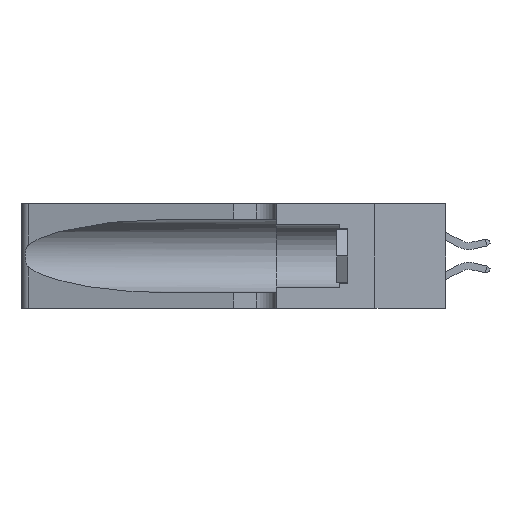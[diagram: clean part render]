
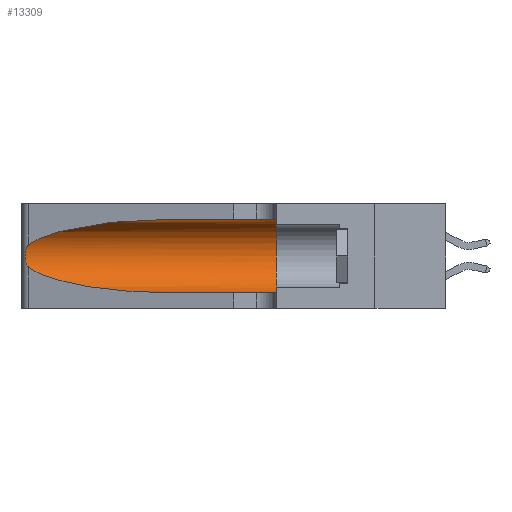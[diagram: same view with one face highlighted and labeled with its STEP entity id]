
A CAD part, left-side view. The second image highlights one B-rep face of the part: STEP entity #13309.
In plain terms, the highlighted cylindrical face has radius 3.308 mm (diameter 6.617 mm), a partial arc.
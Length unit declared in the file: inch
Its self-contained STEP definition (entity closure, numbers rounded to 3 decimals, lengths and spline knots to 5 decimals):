
#143 = DIRECTION ( 'NONE',  ( 0., -1., 0. ) ) ;
#678 = CARTESIAN_POINT ( 'NONE',  ( 0.1305, 1.61858, 0.185 ) ) ;
#740 = CARTESIAN_POINT ( 'NONE',  ( 0.25856, 1.23593, 0.16098 ) ) ;
#958 = VERTEX_POINT ( 'NONE', #12728 ) ;
#1137 = CARTESIAN_POINT ( 'NONE',  ( 0.18966, 0.96281, 0.05475 ) ) ;
#1319 = VERTEX_POINT ( 'NONE', #15604 ) ;
#1642 = AXIS2_PLACEMENT_3D ( 'NONE', #12857, #4584, #14215 ) ;
#2169 = CARTESIAN_POINT ( 'NONE',  ( 0.25639, 1.23186, 0.15144 ) ) ;
#2570 = EDGE_CURVE ( 'NONE', #958, #17528, #8444, .T. ) ;
#3557 = CARTESIAN_POINT ( 'NONE',  ( 0.25487, 1.22718, 0.22369 ) ) ;
#3577 = CARTESIAN_POINT ( 'NONE',  ( 0.18966, 0.96281, 0.31525 ) ) ;
#3609 = CARTESIAN_POINT ( 'NONE',  ( 0.25487, 1.22718, 0.14631 ) ) ;
#3861 = CARTESIAN_POINT ( 'NONE',  ( 0.1305, 1.61858, 0.05475 ) ) ;
#3944 = EDGE_CURVE ( 'NONE', #4601, #10492, #13422, .T. ) ;
#3948 = ORIENTED_EDGE ( 'NONE', *, *, #13044, .F. ) ;
#4584 = DIRECTION ( 'NONE',  ( 0., 1., 0. ) ) ;
#4601 = VERTEX_POINT ( 'NONE', #8643 ) ;
#4986 = CARTESIAN_POINT ( 'NONE',  ( 0.25639, 1.23184, 0.21858 ) ) ;
#5035 = CARTESIAN_POINT ( 'NONE',  ( 0.2373, 1.15595, 0.28018 ) ) ;
#5487 = CARTESIAN_POINT ( 'NONE',  ( 0.1305, 0.72297, 0.31525 ) ) ;
#6415 = CARTESIAN_POINT ( 'NONE',  ( 0.25854, 1.2359, 0.20912 ) ) ;
#6479 = DIRECTION ( 'NONE',  ( 0., 0., -1. ) ) ;
#6827 = CARTESIAN_POINT ( 'NONE',  ( 0.2373, 1.15595, 0.08982 ) ) ;
#7252 = ORIENTED_EDGE ( 'NONE', *, *, #13288, .T. ) ;
#7448 = B_SPLINE_CURVE_WITH_KNOTS ( 'NONE', 3,
 ( #11880, #17184, #4986, #14597, #6415, #15934, #7829, #17237, #9201, #740, #10571, #2169, #11936, #3609 ),
 .UNSPECIFIED., .F., .F.,
 ( 4, 2, 2, 2, 2, 2, 4 ),
 ( 0., 0.00027, 0.00053, 0.00107, 0.0016, 0.00187, 0.00214 ),
 .UNSPECIFIED. ) ;
#7829 = CARTESIAN_POINT ( 'NONE',  ( 0.26075, 1.23896, 0.19203 ) ) ;
#8120 = CARTESIAN_POINT ( 'NONE',  ( 0.25487, 1.22718, 0.22369 ) ) ;
#8126 = ORIENTED_EDGE ( 'NONE', *, *, #9301, .T. ) ;
#8129 = DIRECTION ( 'NONE',  ( 0., -1., 0. ) ) ;
#8444 =( BOUNDED_CURVE ( )  B_SPLINE_CURVE ( 3, ( #5487, #3577, #5035, #3557 ),
 .UNSPECIFIED., .F., .F. ) 
 B_SPLINE_CURVE_WITH_KNOTS ( ( 4, 4 ),
 ( 1.5708, 2.84003 ),
 .UNSPECIFIED. ) 
 CURVE ( )  GEOMETRIC_REPRESENTATION_ITEM ( )  RATIONAL_B_SPLINE_CURVE ( ( 1., 0.87, 0.87, 1. ) ) 
 REPRESENTATION_ITEM ( '' )  );
#8623 = CARTESIAN_POINT ( 'NONE',  ( 0.1305, 1.61858, 0.31525 ) ) ;
#8643 = CARTESIAN_POINT ( 'NONE',  ( 0.1305, 0.35, 0.31525 ) ) ;
#9201 = CARTESIAN_POINT ( 'NONE',  ( 0.26017, 1.23833, 0.17102 ) ) ;
#9301 = EDGE_CURVE ( 'NONE', #1319, #11036, #12068, .T. ) ;
#9430 = ORIENTED_EDGE ( 'NONE', *, *, #2570, .T. ) ;
#9458 = VECTOR ( 'NONE', #8129, 39.37008 ) ;
#10003 = CYLINDRICAL_SURFACE ( 'NONE', #10862, 0.13025 ) ;
#10428 = EDGE_CURVE ( 'NONE', #11036, #10492, #13046, .T. ) ;
#10492 = VERTEX_POINT ( 'NONE', #16391 ) ;
#10571 = CARTESIAN_POINT ( 'NONE',  ( 0.25789, 1.23486, 0.15765 ) ) ;
#10628 = LINE ( 'NONE', #8623, #17732 ) ;
#10862 = AXIS2_PLACEMENT_3D ( 'NONE', #678, #14654, #6479 ) ;
#10956 = CARTESIAN_POINT ( 'NONE',  ( 0.1305, 0.72297, 0.05475 ) ) ;
#11036 = VERTEX_POINT ( 'NONE', #17437 ) ;
#11880 = CARTESIAN_POINT ( 'NONE',  ( 0.25487, 1.22718, 0.22369 ) ) ;
#11936 = CARTESIAN_POINT ( 'NONE',  ( 0.25555, 1.22993, 0.14849 ) ) ;
#12068 =( BOUNDED_CURVE ( )  B_SPLINE_CURVE ( 3, ( #17606, #6827, #1137, #10956 ),
 .UNSPECIFIED., .F., .F. ) 
 B_SPLINE_CURVE_WITH_KNOTS ( ( 4, 4 ),
 ( 3.44316, 4.71239 ),
 .UNSPECIFIED. ) 
 CURVE ( )  GEOMETRIC_REPRESENTATION_ITEM ( )  RATIONAL_B_SPLINE_CURVE ( ( 1., 0.87, 0.87, 1. ) ) 
 REPRESENTATION_ITEM ( '' )  );
#12148 = EDGE_LOOP ( 'NONE', ( #9430, #7252, #8126, #15128, #12797, #3948 ) ) ;
#12728 = CARTESIAN_POINT ( 'NONE',  ( 0.1305, 0.72297, 0.31525 ) ) ;
#12797 = ORIENTED_EDGE ( 'NONE', *, *, #3944, .F. ) ;
#12857 = CARTESIAN_POINT ( 'NONE',  ( 0.1305, 0.35, 0.185 ) ) ;
#13044 = EDGE_CURVE ( 'NONE', #958, #4601, #10628, .T. ) ;
#13046 = LINE ( 'NONE', #3861, #9458 ) ;
#13288 = EDGE_CURVE ( 'NONE', #17528, #1319, #7448, .T. ) ;
#13309 = ADVANCED_FACE ( 'NONE', ( #14423 ), #10003, .F. ) ;
#13422 = CIRCLE ( 'NONE', #1642, 0.13025 ) ;
#14215 = DIRECTION ( 'NONE',  ( 0., 0., 1. ) ) ;
#14423 = FACE_OUTER_BOUND ( 'NONE', #12148, .T. ) ;
#14597 = CARTESIAN_POINT ( 'NONE',  ( 0.25787, 1.23484, 0.2124 ) ) ;
#14654 = DIRECTION ( 'NONE',  ( 0., -1., 0. ) ) ;
#15128 = ORIENTED_EDGE ( 'NONE', *, *, #10428, .T. ) ;
#15604 = CARTESIAN_POINT ( 'NONE',  ( 0.25487, 1.22718, 0.14631 ) ) ;
#15934 = CARTESIAN_POINT ( 'NONE',  ( 0.26018, 1.23835, 0.19895 ) ) ;
#16391 = CARTESIAN_POINT ( 'NONE',  ( 0.1305, 0.35, 0.05475 ) ) ;
#17184 = CARTESIAN_POINT ( 'NONE',  ( 0.25555, 1.22994, 0.2215 ) ) ;
#17237 = CARTESIAN_POINT ( 'NONE',  ( 0.26075, 1.23896, 0.178 ) ) ;
#17437 = CARTESIAN_POINT ( 'NONE',  ( 0.1305, 0.72297, 0.05475 ) ) ;
#17528 = VERTEX_POINT ( 'NONE', #8120 ) ;
#17606 = CARTESIAN_POINT ( 'NONE',  ( 0.25487, 1.22718, 0.14631 ) ) ;
#17732 = VECTOR ( 'NONE', #143, 39.37008 ) ;
